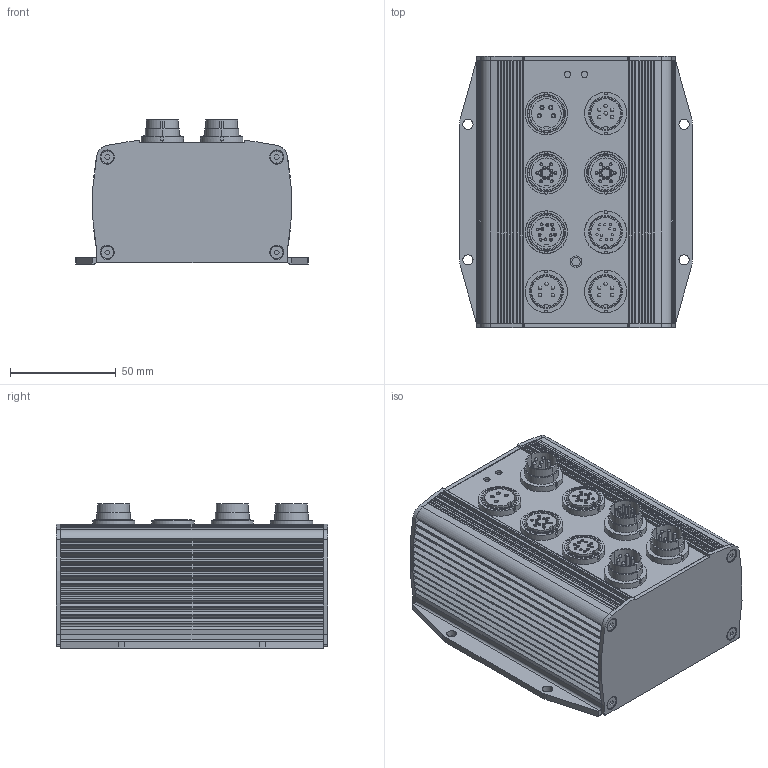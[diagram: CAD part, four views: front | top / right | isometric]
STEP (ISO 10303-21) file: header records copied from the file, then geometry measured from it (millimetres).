
FILE_DESCRIPTION((''),'2;1');
FILE_NAME('111114.2.stp','2015-07-23T14:34:39',(''),(''),'Mechanical Desktop 2009','Mechanical Desktop 2009',', , ');
FILE_SCHEMA(('CONFIG_CONTROL_DESIGN'));
Length unit declared in the file: millimetre
Products named in the file (22): E1111142; E1111143; E1111143A; EINPRESSGEWINDEBOLZEN_M4X10A; EINPRESSGEWINDEBOLZEN_M4X10; FLANSCHSTECKER_09-0115-89-05; FLANSCHSTECKER_09-0115-89-05A; FLANSCHSTECKER_09-0123-89-06A; FLANSCHSTECKER_09-0123-89-06; FLANSCHSTECKER_09-0131-80-12A; FLANSCHSTECKER_09-0131-80-12; FLANSCHDOSE_09-0454-80-14; FLANSCHDOSE_09-0454-80-14A; FLANSCHDOSE_09-0112-80-04; FLANSCHDOSE_09-0112-80-04A; FLANSCHDOSE_09-0132-80-12; FLANSCHDOSE_09-0132-80-12A; E1105119; E1105119A; SENKSCHRAUBE_I-6KT_M3X6; SENKSCHRAUBE_I-6KT_M3X6A; RM_SDB
Assembly tree (33 placements, depth 4):
  E1111142
    E1111143
      E1111143A
      EINPRESSGEWINDEBOLZEN_M4X10A
        EINPRESSGEWINDEBOLZEN_M4X10
    FLANSCHSTECKER_09-0115-89-05  x2
      FLANSCHSTECKER_09-0115-89-05A
    FLANSCHSTECKER_09-0123-89-06A
      FLANSCHSTECKER_09-0123-89-06
    FLANSCHSTECKER_09-0131-80-12A
      FLANSCHSTECKER_09-0131-80-12
    FLANSCHDOSE_09-0454-80-14  x2
      FLANSCHDOSE_09-0454-80-14A
    FLANSCHDOSE_09-0112-80-04
      FLANSCHDOSE_09-0112-80-04A
    FLANSCHDOSE_09-0132-80-12
      FLANSCHDOSE_09-0132-80-12A
    E1105119  x2
      E1105119A
    SENKSCHRAUBE_I-6KT_M3X6  x8
      SENKSCHRAUBE_I-6KT_M3X6A
    RM_SDB  x3
Bounding box: 110 x 128 x 68 mm (x, y, z)
Volume: 148959.9 mm3; surface area: 127425.9 mm2
Topology: 36 solids, 36 shells, 1692 faces, 3988 edges, 2564 vertices
Faces by surface type: cylinder 831, plane 593, cone 214, sphere 28, torus 24, bspline 2
Entity records: 36793 total; most frequent: DIRECTION 6954, CARTESIAN_POINT 6151, ORIENTED_EDGE 5838, EDGE_CURVE 2919, AXIS2_PLACEMENT_3D 2741, VERTEX_POINT 1898, EDGE_LOOP 1479, VECTOR 1472
